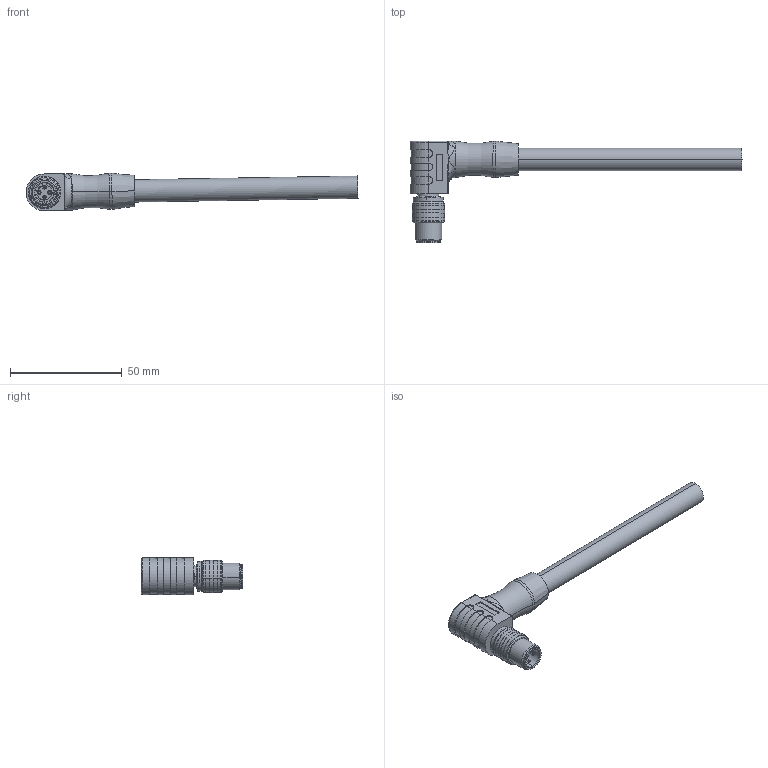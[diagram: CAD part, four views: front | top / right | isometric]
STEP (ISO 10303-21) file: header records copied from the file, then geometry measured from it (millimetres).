
FILE_DESCRIPTION((''),'2;1');
FILE_NAME('ELZ4-M-S10_ASM','2019-03-27T',('xin.jin'),(''),'PRO/ENGINEER BY PARAMETRIC TECHNOLOGY CORPORATION, 2012060','PRO/ENGINEER BY PARAMETRIC TECHNOLOGY CORPORATION, 2012060','');
FILE_SCHEMA(('AUTOMOTIVE_DESIGN { 1 0 10303 214 1 1 1 1 }'));
Length unit declared in the file: millimetre
Products named in the file (1): ELZ4-M-S10_ASM
Bounding box: 148.51 x 45.4 x 16.85 mm (x, y, z)
Volume: 20640.8 mm3; surface area: 10436.7 mm2
Topology: 2 solids, 7 shells, 649 faces, 1736 edges, 1115 vertices
Faces by surface type: cylinder 330, plane 224, cone 44, bspline 18, torus 14, sphere 10, extrusion 9
Entity records: 22656 total; most frequent: CARTESIAN_POINT 6069, DIRECTION 3647, ORIENTED_EDGE 3392, EDGE_CURVE 1702, AXIS2_PLACEMENT_3D 1427, VERTEX_POINT 1115, CIRCLE 804, VECTOR 793
